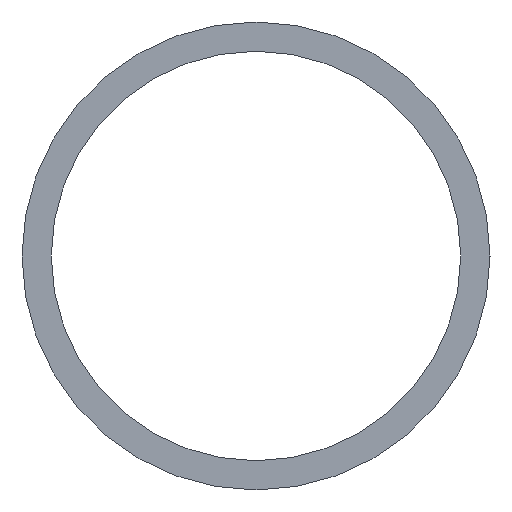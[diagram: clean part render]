
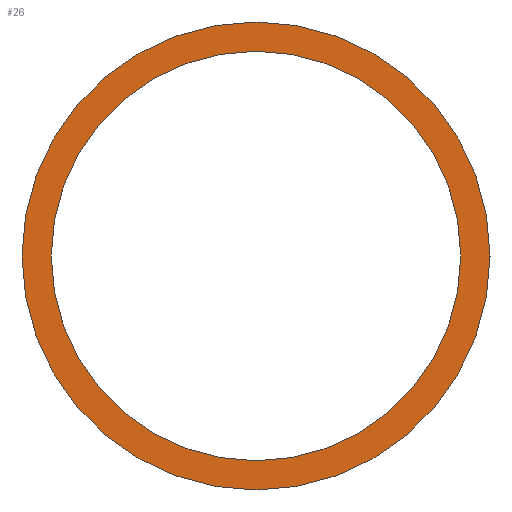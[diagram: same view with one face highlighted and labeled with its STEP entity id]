
A CAD part, left-side view. The second image highlights one B-rep face of the part: STEP entity #26.
In plain terms, the highlighted planar face has unit normal (-1, 0, 0).
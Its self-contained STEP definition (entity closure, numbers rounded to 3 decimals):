
#1 = CARTESIAN_POINT ( 'NONE',  ( 0., 0., 8. ) ) ;
#9 = PLANE ( 'NONE',  #113 ) ;
#13 = CARTESIAN_POINT ( 'NONE',  ( 0., 8., 0. ) ) ;
#21 = FACE_BOUND ( 'NONE', #167, .T. ) ;
#25 = AXIS2_PLACEMENT_3D ( 'NONE', #245, #35, #47 ) ;
#26 = ADVANCED_FACE ( 'NONE', ( #21, #73 ), #9, .F. ) ;
#35 = DIRECTION ( 'NONE',  ( -1., 0., 0. ) ) ;
#39 = DIRECTION ( 'NONE',  ( -1., 0., 0. ) ) ;
#46 = ORIENTED_EDGE ( 'NONE', *, *, #63, .T. ) ;
#47 = DIRECTION ( 'NONE',  ( 0., 0., 1. ) ) ;
#50 = DIRECTION ( 'NONE',  ( 0., 0., 1. ) ) ;
#55 = DIRECTION ( 'NONE',  ( 0., 0., 1. ) ) ;
#63 = EDGE_CURVE ( 'NONE', #209, #84, #230, .T. ) ;
#68 = CARTESIAN_POINT ( 'NONE',  ( 0., 0., -7. ) ) ;
#73 = FACE_OUTER_BOUND ( 'NONE', #160, .T. ) ;
#74 = VERTEX_POINT ( 'NONE', #197 ) ;
#75 = CARTESIAN_POINT ( 'NONE',  ( 0., 0., 0. ) ) ;
#78 = CARTESIAN_POINT ( 'NONE',  ( 0., 0., 0. ) ) ;
#84 = VERTEX_POINT ( 'NONE', #90 ) ;
#90 = CARTESIAN_POINT ( 'NONE',  ( 0., 0., -8. ) ) ;
#94 = DIRECTION ( 'NONE',  ( -1., 0., 0. ) ) ;
#98 = ORIENTED_EDGE ( 'NONE', *, *, #203, .F. ) ;
#101 = AXIS2_PLACEMENT_3D ( 'NONE', #78, #146, #249 ) ;
#106 = CARTESIAN_POINT ( 'NONE',  ( 0., 0., 0. ) ) ;
#113 = AXIS2_PLACEMENT_3D ( 'NONE', #13, #241, #194 ) ;
#130 = AXIS2_PLACEMENT_3D ( 'NONE', #106, #39, #50 ) ;
#137 = VERTEX_POINT ( 'NONE', #68 ) ;
#142 = AXIS2_PLACEMENT_3D ( 'NONE', #75, #94, #55 ) ;
#146 = DIRECTION ( 'NONE',  ( -1., 0., 0. ) ) ;
#160 = EDGE_LOOP ( 'NONE', ( #46, #195 ) ) ;
#167 = EDGE_LOOP ( 'NONE', ( #98, #244 ) ) ;
#171 = CIRCLE ( 'NONE', #142, 7. ) ;
#180 = EDGE_CURVE ( 'NONE', #84, #209, #225, .T. ) ;
#189 = EDGE_CURVE ( 'NONE', #137, #74, #238, .T. ) ;
#194 = DIRECTION ( 'NONE',  ( 0., 0., -1. ) ) ;
#195 = ORIENTED_EDGE ( 'NONE', *, *, #180, .T. ) ;
#197 = CARTESIAN_POINT ( 'NONE',  ( 0., 0., 7. ) ) ;
#203 = EDGE_CURVE ( 'NONE', #74, #137, #171, .T. ) ;
#209 = VERTEX_POINT ( 'NONE', #1 ) ;
#225 = CIRCLE ( 'NONE', #101, 8. ) ;
#230 = CIRCLE ( 'NONE', #25, 8. ) ;
#238 = CIRCLE ( 'NONE', #130, 7. ) ;
#241 = DIRECTION ( 'NONE',  ( 1., 0., 0. ) ) ;
#244 = ORIENTED_EDGE ( 'NONE', *, *, #189, .F. ) ;
#245 = CARTESIAN_POINT ( 'NONE',  ( 0., 0., 0. ) ) ;
#249 = DIRECTION ( 'NONE',  ( 0., 0., 1. ) ) ;
